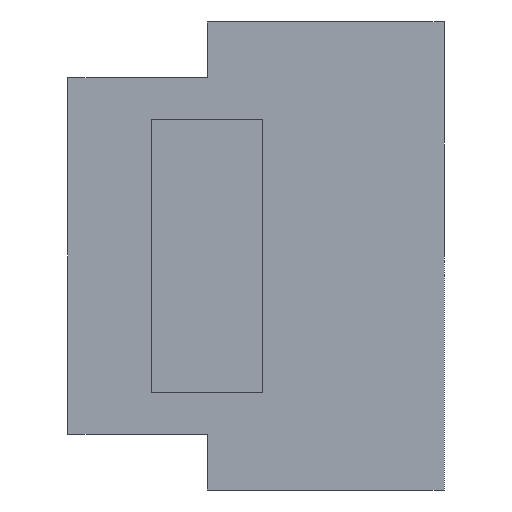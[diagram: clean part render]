
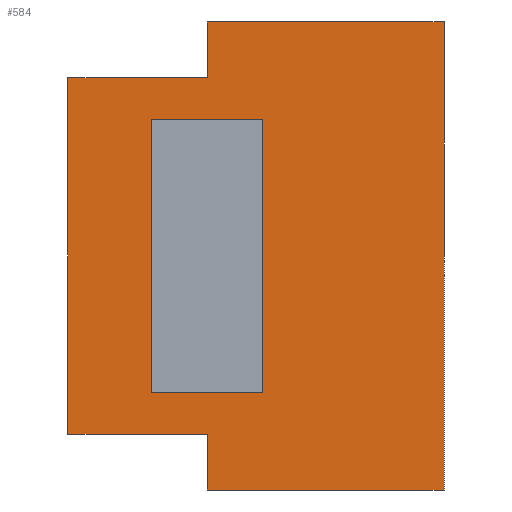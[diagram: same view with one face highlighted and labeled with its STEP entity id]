
A CAD part, left-side view. The second image highlights one B-rep face of the part: STEP entity #584.
In plain terms, the highlighted planar face has unit normal (-1, 0, 0).
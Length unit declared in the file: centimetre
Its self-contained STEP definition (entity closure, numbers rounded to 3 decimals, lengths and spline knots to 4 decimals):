
#35=VERTEX_POINT('',#735);
#37=VERTEX_POINT('',#739);
#42=VERTEX_POINT('',#752);
#43=VERTEX_POINT('',#754);
#46=VERTEX_POINT('',#760);
#48=VERTEX_POINT('',#764);
#53=VERTEX_POINT('',#777);
#55=VERTEX_POINT('',#780);
#56=VERTEX_POINT('',#784);
#57=VERTEX_POINT('',#785);
#86=VERTEX_POINT('',#879);
#87=VERTEX_POINT('',#880);
#91=VECTOR('',#627,1.);
#97=VECTOR('',#635,1.);
#102=VECTOR('',#641,1.);
#109=VECTOR('',#650,1.);
#110=VECTOR('',#652,1.);
#156=VECTOR('',#712,1.);
#157=VECTOR('',#714,1.);
#158=VECTOR('',#715,1.);
#159=VECTOR('',#716,1.);
#160=VECTOR('',#717,1.);
#161=VECTOR('',#718,1.);
#162=VECTOR('',#719,1.);
#171=LINE('',#740,#91);
#177=LINE('',#753,#97);
#182=LINE('',#765,#102);
#189=LINE('',#781,#109);
#190=LINE('',#783,#110);
#236=LINE('',#873,#156);
#237=LINE('',#875,#157);
#238=LINE('',#876,#158);
#239=LINE('',#877,#159);
#240=LINE('',#878,#160);
#241=LINE('',#881,#161);
#242=LINE('',#882,#162);
#251=EDGE_CURVE('',#35,#37,#171,.T.);
#257=EDGE_CURVE('',#43,#42,#177,.T.);
#263=EDGE_CURVE('',#46,#48,#182,.T.);
#271=EDGE_CURVE('',#53,#55,#189,.T.);
#272=EDGE_CURVE('',#56,#57,#190,.T.);
#318=EDGE_CURVE('',#53,#48,#236,.T.);
#319=EDGE_CURVE('',#46,#37,#237,.T.);
#320=EDGE_CURVE('',#55,#43,#238,.T.);
#321=EDGE_CURVE('',#42,#35,#239,.T.);
#322=EDGE_CURVE('',#86,#87,#240,.T.);
#323=EDGE_CURVE('',#86,#57,#241,.T.);
#324=EDGE_CURVE('',#87,#56,#242,.T.);
#431=ORIENTED_EDGE('',*,*,#319,.F.);
#432=ORIENTED_EDGE('',*,*,#263,.T.);
#433=ORIENTED_EDGE('',*,*,#318,.F.);
#434=ORIENTED_EDGE('',*,*,#271,.T.);
#435=ORIENTED_EDGE('',*,*,#320,.T.);
#436=ORIENTED_EDGE('',*,*,#257,.T.);
#437=ORIENTED_EDGE('',*,*,#321,.T.);
#438=ORIENTED_EDGE('',*,*,#251,.T.);
#439=ORIENTED_EDGE('',*,*,#322,.F.);
#440=ORIENTED_EDGE('',*,*,#323,.T.);
#441=ORIENTED_EDGE('',*,*,#272,.F.);
#442=ORIENTED_EDGE('',*,*,#324,.F.);
#516=EDGE_LOOP('',(#431,#432,#433,#434,#435,#436,#437,#438));
#517=EDGE_LOOP('',(#439,#440,#441,#442));
#550=FACE_BOUND('',#516,.T.);
#551=FACE_BOUND('',#517,.T.);
#584=ADVANCED_FACE('',(#550,#551),#916,.T.);
#615=AXIS2_PLACEMENT_3D('',#874,#713,$);
#627=DIRECTION('',(0.,-1.,0.));
#635=DIRECTION('',(0.,-1.,0.));
#641=DIRECTION('',(0.,1.,0.));
#650=DIRECTION('',(0.,1.,0.));
#652=DIRECTION('',(0.,1.,0.));
#712=DIRECTION('',(0.,0.,1.));
#713=DIRECTION('',(-1.,0.,0.));
#714=DIRECTION('',(0.,0.,-1.));
#715=DIRECTION('',(0.,0.,-1.));
#716=DIRECTION('',(0.,0.,-1.));
#717=DIRECTION('',(0.,-1.,0.));
#718=DIRECTION('',(0.,0.,1.));
#719=DIRECTION('',(0.,0.,1.));
#735=CARTESIAN_POINT('',(10.,0.,-0.84));
#739=CARTESIAN_POINT('',(10.,-0.85,-0.84));
#740=CARTESIAN_POINT('',(10.,0.,-0.84));
#752=CARTESIAN_POINT('',(10.,0.,-0.64));
#753=CARTESIAN_POINT('',(10.,-0.85,-0.64));
#754=CARTESIAN_POINT('',(10.,0.5,-0.64));
#760=CARTESIAN_POINT('',(10.,-0.85,0.84));
#764=CARTESIAN_POINT('',(10.,0.,0.84));
#765=CARTESIAN_POINT('',(10.,0.,0.84));
#777=CARTESIAN_POINT('',(10.,0.,0.64));
#780=CARTESIAN_POINT('',(10.,0.5,0.64));
#781=CARTESIAN_POINT('',(10.,-0.85,0.64));
#783=CARTESIAN_POINT('',(10.,-0.0875,0.49));
#784=CARTESIAN_POINT('',(10.,-0.2,0.49));
#785=CARTESIAN_POINT('',(10.,0.2,0.49));
#873=CARTESIAN_POINT('',(10.,0.,0.64));
#874=CARTESIAN_POINT('',(10.,-0.175,0.49));
#875=CARTESIAN_POINT('',(10.,-0.85,-0.49));
#876=CARTESIAN_POINT('',(10.,0.5,0.49));
#877=CARTESIAN_POINT('',(10.,0.,-0.64));
#878=CARTESIAN_POINT('',(10.,-0.0875,-0.49));
#879=CARTESIAN_POINT('',(10.,0.2,-0.49));
#880=CARTESIAN_POINT('',(10.,-0.2,-0.49));
#881=CARTESIAN_POINT('',(10.,0.2,-0.49));
#882=CARTESIAN_POINT('',(10.,-0.2,-0.49));
#916=PLANE('',#615);
